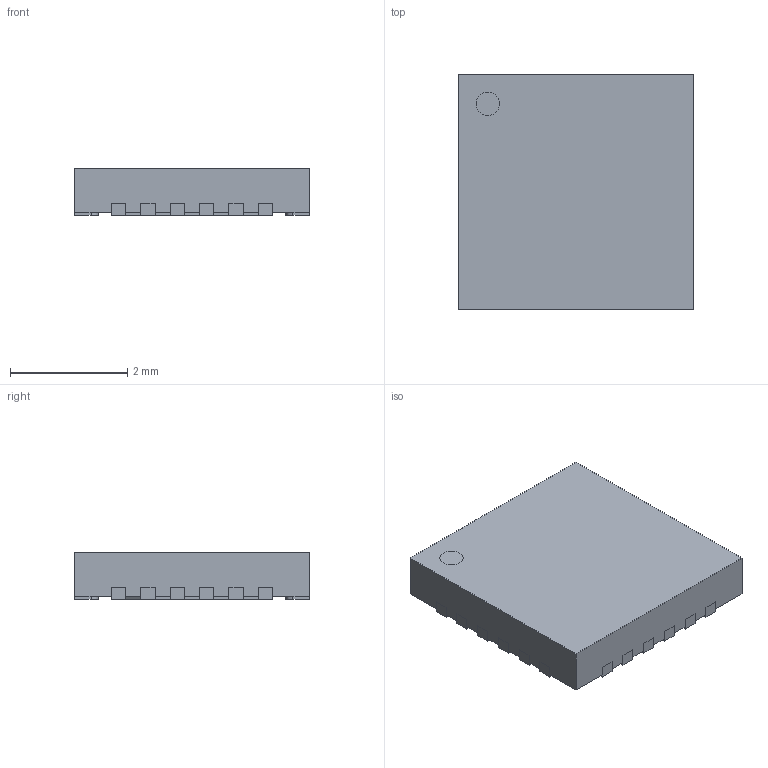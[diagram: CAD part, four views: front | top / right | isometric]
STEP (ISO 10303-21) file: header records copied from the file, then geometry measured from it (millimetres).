
FILE_DESCRIPTION(/* description */ (''),/* implementation_level */ '2;1');
FILE_NAME(/* name */ 'WQFN-24.step',/* time_stamp */ '2021-06-24T14:08:04-05:00',/* author */ (''),/* organization */ (''),/* preprocessor_version */ 'ST-DEVELOPER v18.1',/* originating_system */ 'Autodesk Translation Framework v10.9.0.1377',/* authorisation */ '');
FILE_SCHEMA (('AUTOMOTIVE_DESIGN { 1 0 10303 214 3 1 1 }'));
Length unit declared in the file: millimetre
Products named in the file (1): WQFN-24
Bounding box: 4 x 4 x 0.8 mm (x, y, z)
Volume: 12.4 mm3; surface area: 72.5 mm2
Topology: 27 solids, 27 shells, 264 faces, 624 edges, 416 vertices
Faces by surface type: plane 214, cylinder 50
Full cylindrical faces by diameter (mm): 0.4 x2
Entity records: 7669 total; most frequent: CARTESIAN_POINT 1305, DIRECTION 1254, ORIENTED_EDGE 1248, EDGE_CURVE 624, LINE 524, VECTOR 524, VERTEX_POINT 416, AXIS2_PLACEMENT_3D 365
